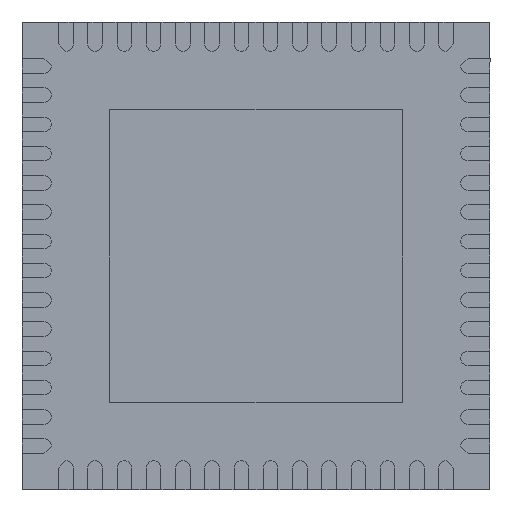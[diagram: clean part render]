
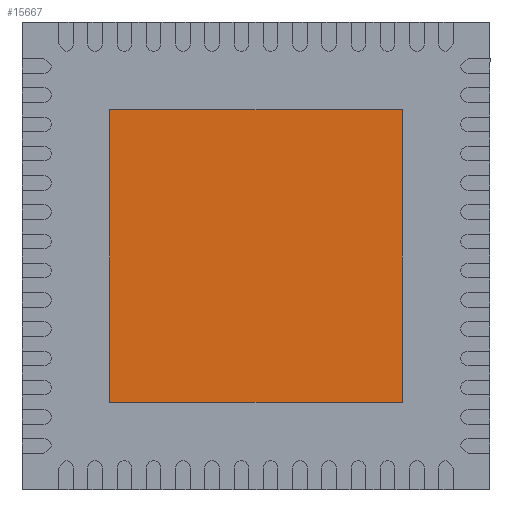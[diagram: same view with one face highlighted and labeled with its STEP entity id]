
A CAD part, front view. The second image highlights one B-rep face of the part: STEP entity #15667.
In plain terms, the highlighted planar face has unit normal (0, -1, 0).
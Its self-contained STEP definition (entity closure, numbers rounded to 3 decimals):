
#336 = CARTESIAN_POINT ( 'NONE',  ( -2.5, -0.05, -2.5 ) ) ;
#803 = CARTESIAN_POINT ( 'NONE',  ( 2.5, -0.05, 2.5 ) ) ;
#1380 = CARTESIAN_POINT ( 'NONE',  ( 2.5, -0.05, 2.5 ) ) ;
#1858 = DIRECTION ( 'NONE',  ( -1., 0., 0. ) ) ;
#2533 = CARTESIAN_POINT ( 'NONE',  ( -2.5, -0.05, -2.5 ) ) ;
#2747 = VERTEX_POINT ( 'NONE', #803 ) ;
#3055 = CARTESIAN_POINT ( 'NONE',  ( 2.5, -0.05, -2.5 ) ) ;
#3588 = EDGE_CURVE ( 'NONE', #2747, #15501, #7051, .T. ) ;
#4417 = CARTESIAN_POINT ( 'NONE',  ( 2.5, -0.05, -2.5 ) ) ;
#4731 = DIRECTION ( 'NONE',  ( 0., 1., 0. ) ) ;
#4798 = CARTESIAN_POINT ( 'NONE',  ( -2.5, -0.05, 2.5 ) ) ;
#4888 = EDGE_CURVE ( 'NONE', #15760, #2747, #9747, .T. ) ;
#5658 = LINE ( 'NONE', #336, #6109 ) ;
#5697 = VECTOR ( 'NONE', #15962, 1000. ) ;
#6109 = VECTOR ( 'NONE', #1858, 1000. ) ;
#6115 = VECTOR ( 'NONE', #8619, 1000. ) ;
#7051 = LINE ( 'NONE', #3055, #5697 ) ;
#7209 = ORIENTED_EDGE ( 'NONE', *, *, #3588, .F. ) ;
#8619 = DIRECTION ( 'NONE',  ( 1., 0., 0. ) ) ;
#9190 = ORIENTED_EDGE ( 'NONE', *, *, #14004, .F. ) ;
#9707 = VECTOR ( 'NONE', #14233, 1000. ) ;
#9747 = LINE ( 'NONE', #1380, #6115 ) ;
#10486 = EDGE_CURVE ( 'NONE', #18428, #15760, #10843, .T. ) ;
#10843 = LINE ( 'NONE', #12841, #9707 ) ;
#12566 = EDGE_LOOP ( 'NONE', ( #7209, #14828, #18407, #9190 ) ) ;
#12841 = CARTESIAN_POINT ( 'NONE',  ( -2.5, -0.05, 2.5 ) ) ;
#13432 = CARTESIAN_POINT ( 'NONE',  ( 0., -0.05, 0. ) ) ;
#14004 = EDGE_CURVE ( 'NONE', #15501, #18428, #5658, .T. ) ;
#14233 = DIRECTION ( 'NONE',  ( 0., 0., 1. ) ) ;
#14828 = ORIENTED_EDGE ( 'NONE', *, *, #4888, .F. ) ;
#14853 = DIRECTION ( 'NONE',  ( 0., 0., 1. ) ) ;
#15077 = FACE_OUTER_BOUND ( 'NONE', #12566, .T. ) ;
#15501 = VERTEX_POINT ( 'NONE', #4417 ) ;
#15667 = ADVANCED_FACE ( 'NONE', ( #15077 ), #17688, .F. ) ;
#15760 = VERTEX_POINT ( 'NONE', #4798 ) ;
#15962 = DIRECTION ( 'NONE',  ( 0., 0., -1. ) ) ;
#16959 = AXIS2_PLACEMENT_3D ( 'NONE', #13432, #4731, #14853 ) ;
#17688 = PLANE ( 'NONE',  #16959 ) ;
#18407 = ORIENTED_EDGE ( 'NONE', *, *, #10486, .F. ) ;
#18428 = VERTEX_POINT ( 'NONE', #2533 ) ;
